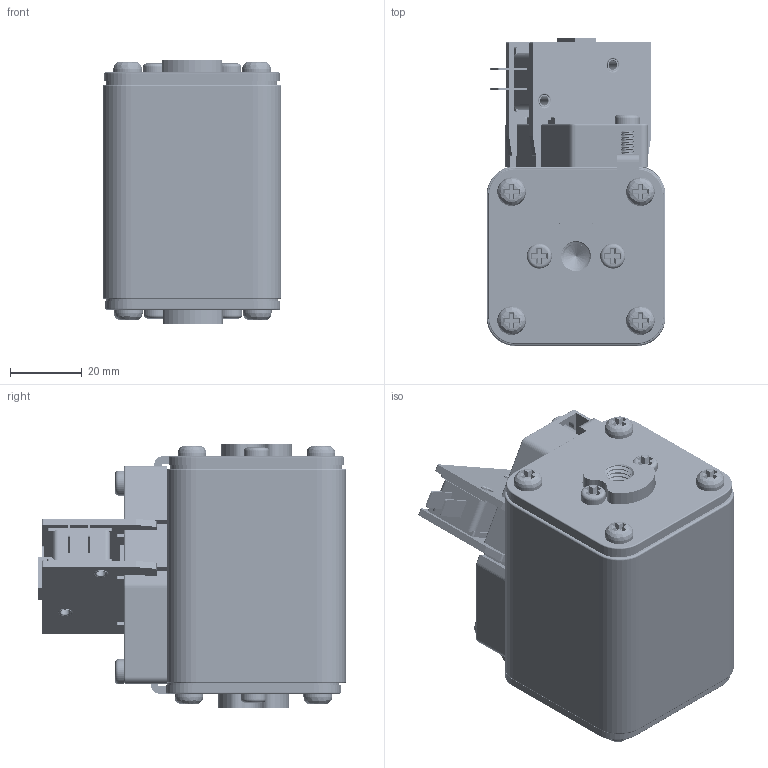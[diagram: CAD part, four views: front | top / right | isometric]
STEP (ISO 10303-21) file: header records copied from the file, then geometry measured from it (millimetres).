
FILE_DESCRIPTION(/* description */ (''),/* implementation_level */ '2;1');
FILE_NAME(/* name */ 'CDRSM-400.prt.stp',/* time_stamp */ '2025-03-14T13:09:02+08:00',/* author */ (''),/* organization */ (''),/* preprocessor_version */ 'ST-DEVELOPER v16',/* originating_system */ 'SIEMENS PLM Software NX 10.0',/* authorisation */ '');
FILE_SCHEMA (('CONFIG_CONTROL_DESIGN'));
Products named in the file (1): CDRSM-400
Bounding box: 50 x 86 x 74 mm (x, y, z)
Volume: 40869 mm3; surface area: 69780 mm2
Topology: 27 solids, 28 shells, 1089 faces, 2880 edges, 1892 vertices
Faces by surface type: plane 630, cylinder 289, bspline 89, torus 55, cone 26
Full cylindrical faces by diameter (mm): 1.5 x1, 2.6 x2, 3 x2, 3.2 x1, 3.5 x11, 5 x26, 7 x6, 8 x8, 10 x1, 11 x1, 14 x1, 16 x1, 20 x1, 28 x2, 39 x1
Entity records: 136877 total; most frequent: CARTESIAN_POINT 111330, ORIENTED_EDGE 5376, DIRECTION 4824, EDGE_CURVE 2688, VERTEX_POINT 1829, AXIS2_PLACEMENT_3D 1684, LINE 1456, VECTOR 1456
